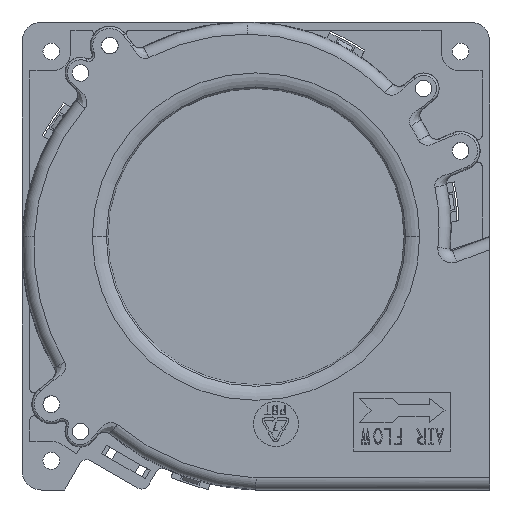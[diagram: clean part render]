
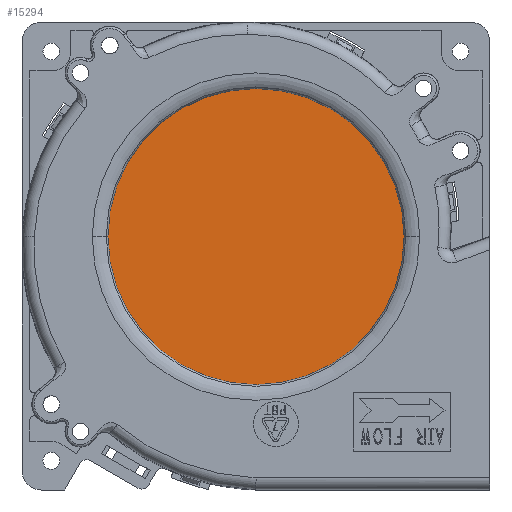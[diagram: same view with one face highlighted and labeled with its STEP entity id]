
A CAD part, front view. The second image highlights one B-rep face of the part: STEP entity #15294.
In plain terms, the highlighted planar face has unit normal (0, -1, 0).
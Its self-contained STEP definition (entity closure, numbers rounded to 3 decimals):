
#4588=CARTESIAN_POINT('',(0.,-21.5,0.));
#4589=DIRECTION('',(0.,-1.,0.));
#4590=DIRECTION('',(-1.,0.,0.));
#4591=AXIS2_PLACEMENT_3D('',#4588,#4589,#4590);
#4593=CARTESIAN_POINT('',(0.,-21.5,0.));
#4594=DIRECTION('',(0.,-1.,0.));
#4595=DIRECTION('',(1.,0.,0.));
#4596=AXIS2_PLACEMENT_3D('',#4593,#4594,#4595);
#9102=CARTESIAN_POINT('',(-45.5,-21.5,0.));
#9103=CARTESIAN_POINT('',(45.5,-21.5,0.));
#9104=VERTEX_POINT('',#9102);
#9105=VERTEX_POINT('',#9103);
#15285=CARTESIAN_POINT('',(0.,-21.5,0.));
#15286=DIRECTION('',(0.,-1.,0.));
#15287=DIRECTION('',(-1.,0.,0.));
#15288=AXIS2_PLACEMENT_3D('',#15285,#15286,#15287);
#15289=PLANE('',#15288);
#15290=ORIENTED_EDGE('',*,*,#10796,.F.);
#15291=ORIENTED_EDGE('',*,*,#10816,.F.);
#15292=EDGE_LOOP('',(#15290,#15291));
#15293=FACE_OUTER_BOUND('',#15292,.F.);
#15294=ADVANCED_FACE('',(#15293),#15289,.T.);
#4592=CIRCLE('',#4591,45.5);
#4597=CIRCLE('',#4596,45.5);
#10796=EDGE_CURVE('',#9104,#9105,#4592,.T.);
#10816=EDGE_CURVE('',#9105,#9104,#4597,.T.);
